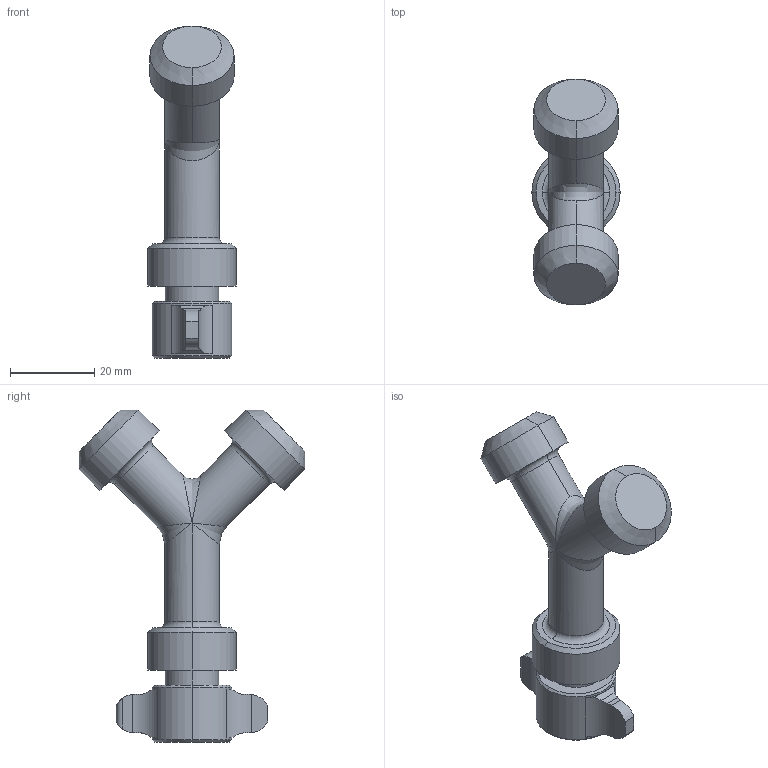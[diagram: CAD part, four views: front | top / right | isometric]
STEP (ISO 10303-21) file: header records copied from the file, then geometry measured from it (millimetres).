
FILE_DESCRIPTION (( 'STEP AP203' ), '1' );
FILE_NAME ('[STEP]TJ-11.STEP', '2024-03-04T04:36:18', ( '' ), ( '' ), 'SwSTEP 2.0', 'SolidWorks 2019', '' );
FILE_SCHEMA (( 'CONFIG_CONTROL_DESIGN' ));
Length unit declared in the file: millimetre
Products named in the file (1): [STEP]TJ-11
Bounding box: 21 x 53.74 x 79 mm (x, y, z)
Volume: 22380.8 mm3; surface area: 7101.1 mm2
Topology: 1 solids, 1 shells, 79 faces, 186 edges, 110 vertices
Faces by surface type: cylinder 29, plane 29, cone 12, torus 6, bspline 3
Entity records: 2662 total; most frequent: CARTESIAN_POINT 841, DIRECTION 380, ORIENTED_EDGE 360, EDGE_CURVE 180, AXIS2_PLACEMENT_3D 159, VERTEX_POINT 110, EDGE_LOOP 86, CIRCLE 82
